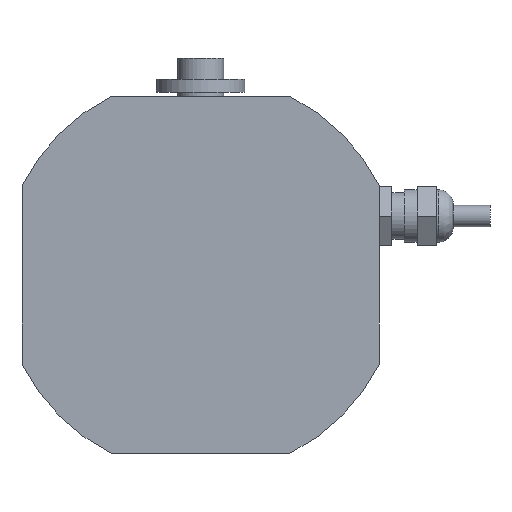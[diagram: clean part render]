
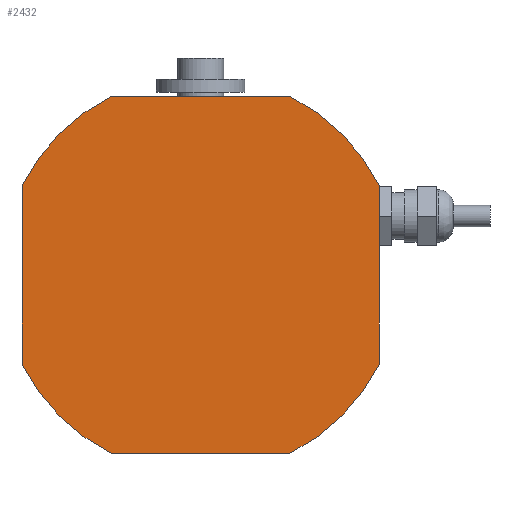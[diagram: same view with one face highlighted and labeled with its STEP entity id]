
A CAD part, front view. The second image highlights one B-rep face of the part: STEP entity #2432.
In plain terms, the highlighted planar face has unit normal (0, -1, 0).
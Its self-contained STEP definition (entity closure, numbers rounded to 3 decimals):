
#72=PLANE('',#2632);
#128=CIRCLE('',#2633,47.5);
#129=CIRCLE('',#2634,47.5);
#130=CIRCLE('',#2635,47.5);
#131=CIRCLE('',#2636,47.5);
#271=FACE_OUTER_BOUND('',#427,.T.);
#427=EDGE_LOOP('',(#2134,#2135,#2136,#2137,#2138,#2139,#2140,#2141));
#728=LINE('',#9182,#870);
#729=LINE('',#9186,#871);
#730=LINE('',#9190,#872);
#731=LINE('',#9193,#873);
#870=VECTOR('',#3134,10.);
#871=VECTOR('',#3137,10.);
#872=VECTOR('',#3140,10.);
#873=VECTOR('',#3143,10.);
#1103=VERTEX_POINT('',#9178);
#1104=VERTEX_POINT('',#9179);
#1105=VERTEX_POINT('',#9181);
#1106=VERTEX_POINT('',#9183);
#1107=VERTEX_POINT('',#9185);
#1108=VERTEX_POINT('',#9187);
#1109=VERTEX_POINT('',#9189);
#1110=VERTEX_POINT('',#9191);
#1455=EDGE_CURVE('',#1103,#1104,#128,.T.);
#1456=EDGE_CURVE('',#1104,#1105,#728,.T.);
#1457=EDGE_CURVE('',#1105,#1106,#129,.T.);
#1458=EDGE_CURVE('',#1106,#1107,#729,.T.);
#1459=EDGE_CURVE('',#1107,#1108,#130,.T.);
#1460=EDGE_CURVE('',#1108,#1109,#730,.T.);
#1461=EDGE_CURVE('',#1109,#1110,#131,.T.);
#1462=EDGE_CURVE('',#1110,#1103,#731,.T.);
#2134=ORIENTED_EDGE('',*,*,#1455,.T.);
#2135=ORIENTED_EDGE('',*,*,#1456,.T.);
#2136=ORIENTED_EDGE('',*,*,#1457,.T.);
#2137=ORIENTED_EDGE('',*,*,#1458,.T.);
#2138=ORIENTED_EDGE('',*,*,#1459,.T.);
#2139=ORIENTED_EDGE('',*,*,#1460,.T.);
#2140=ORIENTED_EDGE('',*,*,#1461,.T.);
#2141=ORIENTED_EDGE('',*,*,#1462,.T.);
#2432=ADVANCED_FACE('',(#271),#72,.F.);
#2632=AXIS2_PLACEMENT_3D('',#9177,#3130,#3131);
#2633=AXIS2_PLACEMENT_3D('',#9180,#3132,#3133);
#2634=AXIS2_PLACEMENT_3D('',#9184,#3135,#3136);
#2635=AXIS2_PLACEMENT_3D('',#9188,#3138,#3139);
#2636=AXIS2_PLACEMENT_3D('',#9192,#3141,#3142);
#3130=DIRECTION('center_axis',(0.,1.,0.));
#3131=DIRECTION('ref_axis',(1.,0.,0.));
#3132=DIRECTION('center_axis',(0.,-1.,0.));
#3133=DIRECTION('ref_axis',(1.,0.,0.));
#3134=DIRECTION('',(1.,0.,0.));
#3135=DIRECTION('center_axis',(0.,-1.,0.));
#3136=DIRECTION('ref_axis',(1.,0.,0.));
#3137=DIRECTION('',(0.,0.,1.));
#3138=DIRECTION('center_axis',(0.,-1.,0.));
#3139=DIRECTION('ref_axis',(1.,0.,0.));
#3140=DIRECTION('',(-1.,0.,0.));
#3141=DIRECTION('center_axis',(0.,-1.,0.));
#3142=DIRECTION('ref_axis',(1.,0.,0.));
#3143=DIRECTION('',(0.,0.,-1.));
#9177=CARTESIAN_POINT('Origin',(0.,-12.,0.));
#9178=CARTESIAN_POINT('',(-42.5,-12.,-21.213));
#9179=CARTESIAN_POINT('',(-21.213,-12.,-42.5));
#9180=CARTESIAN_POINT('Origin',(0.,-12.,0.));
#9181=CARTESIAN_POINT('',(21.213,-12.,-42.5));
#9182=CARTESIAN_POINT('',(-42.5,-12.,-42.5));
#9183=CARTESIAN_POINT('',(42.5,-12.,-21.213));
#9184=CARTESIAN_POINT('Origin',(0.,-12.,0.));
#9185=CARTESIAN_POINT('',(42.5,-12.,21.213));
#9186=CARTESIAN_POINT('',(42.5,-12.,-42.5));
#9187=CARTESIAN_POINT('',(21.213,-12.,42.5));
#9188=CARTESIAN_POINT('Origin',(0.,-12.,0.));
#9189=CARTESIAN_POINT('',(-21.213,-12.,42.5));
#9190=CARTESIAN_POINT('',(42.5,-12.,42.5));
#9191=CARTESIAN_POINT('',(-42.5,-12.,21.213));
#9192=CARTESIAN_POINT('Origin',(0.,-12.,0.));
#9193=CARTESIAN_POINT('',(-42.5,-12.,42.5));
